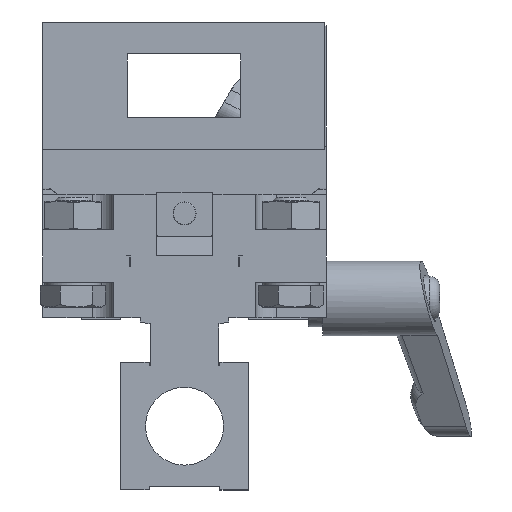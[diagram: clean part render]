
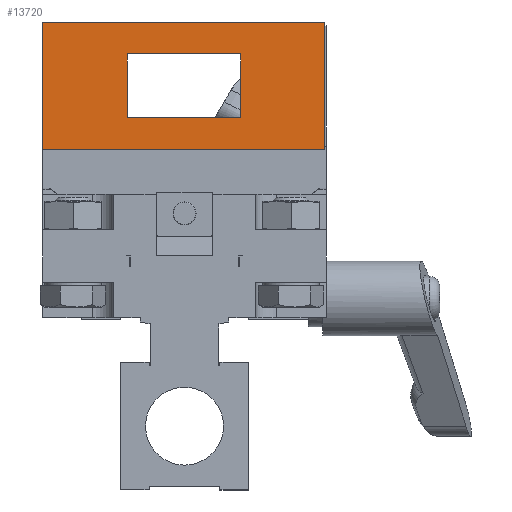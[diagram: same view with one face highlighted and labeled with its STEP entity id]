
A CAD part, front view. The second image highlights one B-rep face of the part: STEP entity #13720.
In plain terms, the highlighted planar face has unit normal (0, -1, 0).
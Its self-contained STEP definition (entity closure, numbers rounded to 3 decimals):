
#1875=ORIENTED_EDGE('',*,*,#4178,.F.);
#1876=ORIENTED_EDGE('',*,*,#4177,.F.);
#1877=ORIENTED_EDGE('',*,*,#4174,.F.);
#1878=ORIENTED_EDGE('',*,*,#4173,.F.);
#1879=ORIENTED_EDGE('',*,*,#4342,.F.);
#1880=ORIENTED_EDGE('',*,*,#4379,.F.);
#1881=ORIENTED_EDGE('',*,*,#4380,.T.);
#1882=ORIENTED_EDGE('',*,*,#4381,.T.);
#4173=EDGE_CURVE('',#5508,#5507,#6348,.T.);
#4174=EDGE_CURVE('',#5507,#5509,#6349,.T.);
#4177=EDGE_CURVE('',#5509,#5510,#6352,.T.);
#4178=EDGE_CURVE('',#5510,#5508,#6353,.T.);
#4342=EDGE_CURVE('',#5615,#5616,#6457,.T.);
#4379=EDGE_CURVE('',#5638,#5615,#6492,.T.);
#4380=EDGE_CURVE('',#5638,#5639,#6493,.T.);
#4381=EDGE_CURVE('',#5639,#5616,#6494,.T.);
#5507=VERTEX_POINT('',#18886);
#5508=VERTEX_POINT('',#18888);
#5509=VERTEX_POINT('',#18892);
#5510=VERTEX_POINT('',#18896);
#5615=VERTEX_POINT('',#19387);
#5616=VERTEX_POINT('',#19389);
#5638=VERTEX_POINT('',#19463);
#5639=VERTEX_POINT('',#19467);
#6348=LINE('',#18889,#7216);
#6349=LINE('',#18891,#7217);
#6352=LINE('',#18897,#7220);
#6353=LINE('',#18899,#7221);
#6457=LINE('',#19388,#7325);
#6492=LINE('',#19464,#7360);
#6493=LINE('',#19466,#7361);
#6494=LINE('',#19468,#7362);
#7216=VECTOR('',#15786,1000.);
#7217=VECTOR('',#15789,1000.);
#7220=VECTOR('',#15794,1000.);
#7221=VECTOR('',#15797,1000.);
#7325=VECTOR('',#16053,1000.);
#7360=VECTOR('',#16124,1000.);
#7361=VECTOR('',#16127,1000.);
#7362=VECTOR('',#16128,1000.);
#8093=EDGE_LOOP('',(#1875,#1876,#1877,#1878));
#8094=EDGE_LOOP('',(#1879,#1880,#1881,#1882));
#8762=FACE_BOUND('',#8093,.T.);
#8763=FACE_BOUND('',#8094,.T.);
#9298=PLANE('',#14447);
#13720=ADVANCED_FACE('',(#8762,#8763),#9298,.T.);
#14447=AXIS2_PLACEMENT_3D('',#19465,#16125,#16126);
#15786=DIRECTION('',(0.,0.,-1.));
#15789=DIRECTION('',(1.,0.,0.));
#15794=DIRECTION('',(0.,0.,1.));
#15797=DIRECTION('',(-1.,0.,0.));
#16053=DIRECTION('',(0.,0.,-1.));
#16124=DIRECTION('',(1.,0.,0.));
#16125=DIRECTION('',(0.,-1.,0.));
#16126=DIRECTION('',(0.,0.,1.));
#16127=DIRECTION('',(0.,0.,-1.));
#16128=DIRECTION('',(1.,0.,0.));
#18886=CARTESIAN_POINT('',(-8.1,-9.,43.5));
#18888=CARTESIAN_POINT('',(-8.1,-9.,52.5));
#18889=CARTESIAN_POINT('',(-8.1,-9.,57.));
#18891=CARTESIAN_POINT('',(-20.1,-9.,43.5));
#18892=CARTESIAN_POINT('',(7.9,-9.,43.5));
#18896=CARTESIAN_POINT('',(7.9,-9.,52.5));
#18897=CARTESIAN_POINT('',(7.9,-9.,57.));
#18899=CARTESIAN_POINT('',(-20.1,-9.,52.5));
#19387=CARTESIAN_POINT('',(19.8,-9.,57.));
#19388=CARTESIAN_POINT('',(19.8,-9.,57.));
#19389=CARTESIAN_POINT('',(19.8,-9.,39.));
#19463=CARTESIAN_POINT('',(-20.,-9.,57.));
#19464=CARTESIAN_POINT('',(-20.1,-9.,57.));
#19465=CARTESIAN_POINT('',(-20.1,-9.,57.));
#19466=CARTESIAN_POINT('',(-20.,-9.,57.));
#19467=CARTESIAN_POINT('',(-20.,-9.,39.));
#19468=CARTESIAN_POINT('',(-20.1,-9.,39.));
